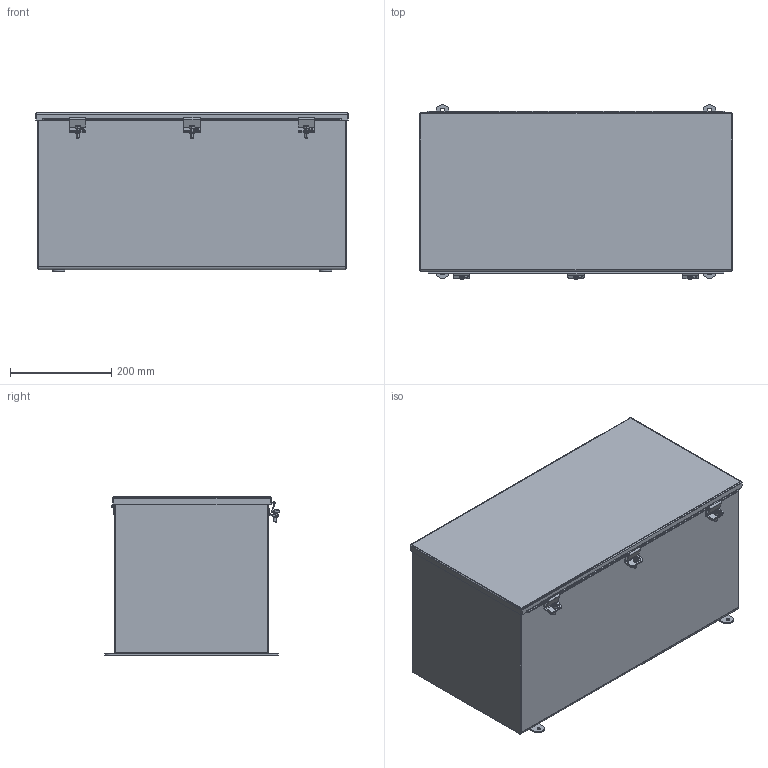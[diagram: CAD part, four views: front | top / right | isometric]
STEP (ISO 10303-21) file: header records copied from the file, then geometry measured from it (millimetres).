
FILE_DESCRIPTION (( 'STEP AP214' ), '1' );
FILE_NAME ('T121224CH.STEP', '2021-11-11T13:15:13', ( '' ), ( '' ), 'SwSTEP 2.0', 'SolidWorks 2021', '' );
FILE_SCHEMA (( 'AUTOMOTIVE_DESIGN' ));
Length unit declared in the file: inch
Products named in the file (1): T121224CH
Bounding box: 617.54 x 345.31 x 311.98 mm (x, y, z)
Volume: 1906120.7 mm3; surface area: 2059151.9 mm2
Topology: 18 solids, 18 shells, 648 faces, 1783 edges, 1177 vertices
Faces by surface type: plane 338, cylinder 287, bspline 17, cone 6
Entity records: 30214 total; most frequent: CARTESIAN_POINT 4414, DIRECTION 3583, ORIENTED_EDGE 3566, EDGE_CURVE 1783, AXIS2_PLACEMENT_3D 1217, VERTEX_POINT 1177, LINE 1149, VECTOR 1149
